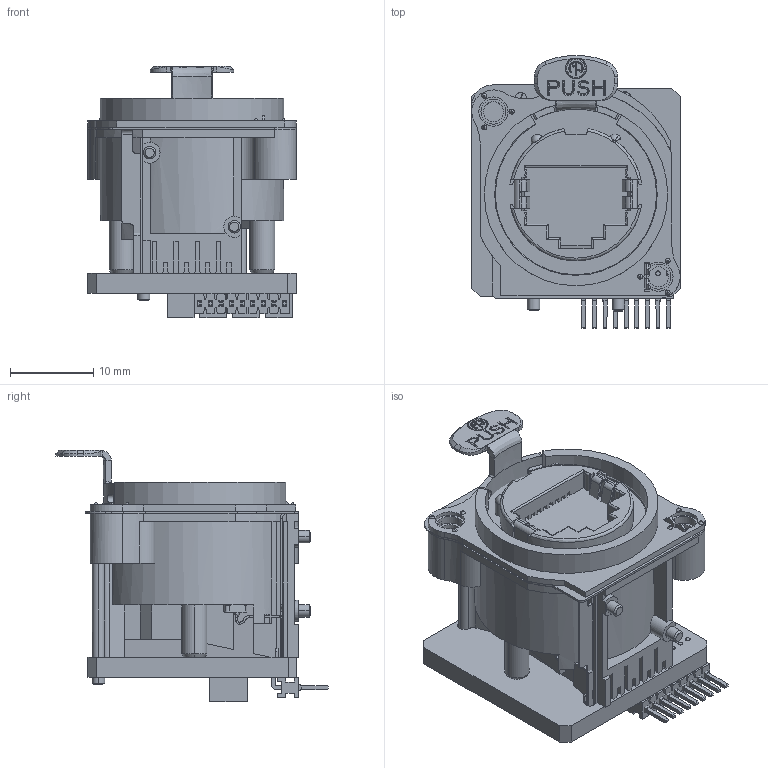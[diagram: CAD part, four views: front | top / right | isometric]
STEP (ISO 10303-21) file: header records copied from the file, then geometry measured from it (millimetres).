
FILE_DESCRIPTION((''),'2;1');
FILE_NAME('NE8FBH-M-MB','2022-06-09T11:31:25',('phk'),(''),'CREO PARAMETRIC BY PTC INC, 2021184','CREO PARAMETRIC BY PTC INC, 2021184','');
FILE_SCHEMA(('CONFIG_CONTROL_DESIGN'));
Length unit declared in the file: millimetre
Products named in the file (1): NE8FBH-M-MB
Bounding box: 25.01 x 32.67 x 30.15 mm (x, y, z)
Volume: 9210.2 mm3; surface area: 8315.2 mm2
Topology: 17 solids, 17 shells, 1907 faces, 5007 edges, 3147 vertices
Faces by surface type: plane 1393, cylinder 360, cone 68, bspline 59, sphere 15, torus 12
Entity records: 60388 total; most frequent: CARTESIAN_POINT 13647, ORIENTED_EDGE 9974, DIRECTION 9244, EDGE_CURVE 4987, VECTOR 3782, LINE 3782, VERTEX_POINT 3147, AXIS2_PLACEMENT_3D 2731
